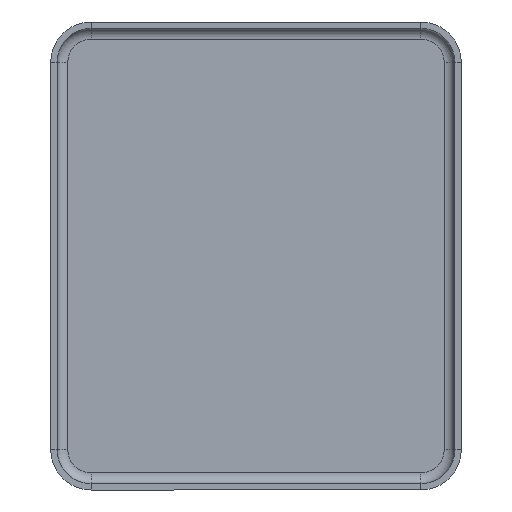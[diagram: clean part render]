
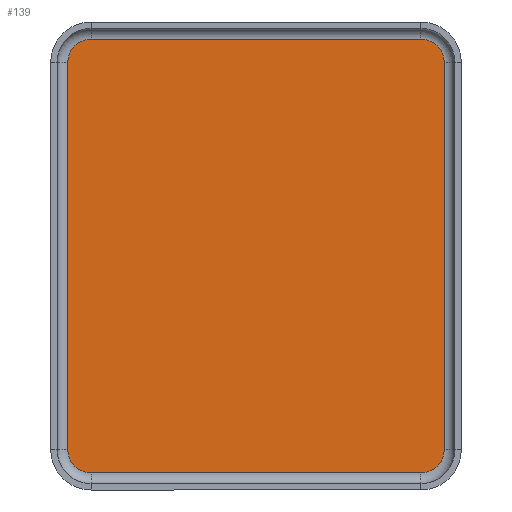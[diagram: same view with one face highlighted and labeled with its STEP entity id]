
A CAD part, front view. The second image highlights one B-rep face of the part: STEP entity #139.
In plain terms, the highlighted planar face has unit normal (0, -1, 0).
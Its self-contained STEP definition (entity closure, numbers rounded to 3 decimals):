
#48 = CARTESIAN_POINT ( 'NONE',  ( -7.75, -0.3, 10.2 ) ) ;
#88 = CARTESIAN_POINT ( 'NONE',  ( 8.85, -0.3, 9.1 ) ) ;
#89 = VECTOR ( 'NONE', #626, 1000. ) ;
#101 = AXIS2_PLACEMENT_3D ( 'NONE', #1033, #687, #420 ) ;
#123 = VECTOR ( 'NONE', #373, 1000. ) ;
#139 = ADVANCED_FACE ( 'NONE', ( #812 ), #340, .T. ) ;
#149 = ORIENTED_EDGE ( 'NONE', *, *, #561, .F. ) ;
#151 = ORIENTED_EDGE ( 'NONE', *, *, #1120, .F. ) ;
#157 = DIRECTION ( 'NONE',  ( 1., 0., 0. ) ) ;
#187 = AXIS2_PLACEMENT_3D ( 'NONE', #418, #315, #1122 ) ;
#190 = CIRCLE ( 'NONE', #1098, 1.1 ) ;
#202 = CARTESIAN_POINT ( 'NONE',  ( -8.85, -0.3, -9.1 ) ) ;
#209 = EDGE_LOOP ( 'NONE', ( #454, #911, #617, #151, #1107, #692, #376, #149 ) ) ;
#227 = CARTESIAN_POINT ( 'NONE',  ( -8.85, -0.3, 9.1 ) ) ;
#244 = CARTESIAN_POINT ( 'NONE',  ( -7.75, -0.3, 9.1 ) ) ;
#257 = CARTESIAN_POINT ( 'NONE',  ( -8.85, -0.3, -9.1 ) ) ;
#263 = EDGE_CURVE ( 'NONE', #886, #653, #1142, .T. ) ;
#278 = DIRECTION ( 'NONE',  ( 0., 0., -1. ) ) ;
#311 = CIRCLE ( 'NONE', #187, 1.1 ) ;
#314 = CIRCLE ( 'NONE', #804, 1.1 ) ;
#315 = DIRECTION ( 'NONE',  ( 0., 1., 0. ) ) ;
#337 = DIRECTION ( 'NONE',  ( 0., 1., 0. ) ) ;
#340 = PLANE ( 'NONE',  #462 ) ;
#351 = DIRECTION ( 'NONE',  ( 0., 0., -1. ) ) ;
#372 = LINE ( 'NONE', #1091, #123 ) ;
#373 = DIRECTION ( 'NONE',  ( -1., 0., 0. ) ) ;
#376 = ORIENTED_EDGE ( 'NONE', *, *, #1089, .F. ) ;
#418 = CARTESIAN_POINT ( 'NONE',  ( -7.75, -0.3, -9.1 ) ) ;
#420 = DIRECTION ( 'NONE',  ( 0., 0., 1. ) ) ;
#454 = ORIENTED_EDGE ( 'NONE', *, *, #619, .F. ) ;
#462 = AXIS2_PLACEMENT_3D ( 'NONE', #969, #520, #351 ) ;
#478 = CARTESIAN_POINT ( 'NONE',  ( 7.75, -0.3, 9.1 ) ) ;
#512 = LINE ( 'NONE', #257, #89 ) ;
#520 = DIRECTION ( 'NONE',  ( 0., -1., 0. ) ) ;
#531 = EDGE_CURVE ( 'NONE', #1070, #874, #372, .T. ) ;
#561 = EDGE_CURVE ( 'NONE', #1174, #756, #1028, .T. ) ;
#617 = ORIENTED_EDGE ( 'NONE', *, *, #991, .F. ) ;
#619 = EDGE_CURVE ( 'NONE', #653, #1174, #314, .T. ) ;
#626 = DIRECTION ( 'NONE',  ( 0., 0., 1. ) ) ;
#653 = VERTEX_POINT ( 'NONE', #1016 ) ;
#654 = VERTEX_POINT ( 'NONE', #202 ) ;
#681 = CARTESIAN_POINT ( 'NONE',  ( -7.75, -0.3, -10.2 ) ) ;
#687 = DIRECTION ( 'NONE',  ( 0., 1., 0. ) ) ;
#692 = ORIENTED_EDGE ( 'NONE', *, *, #531, .F. ) ;
#701 = CARTESIAN_POINT ( 'NONE',  ( -7.75, -0.3, 10.2 ) ) ;
#756 = VERTEX_POINT ( 'NONE', #770 ) ;
#769 = VECTOR ( 'NONE', #157, 1000. ) ;
#770 = CARTESIAN_POINT ( 'NONE',  ( 8.85, -0.3, -9.1 ) ) ;
#772 = CARTESIAN_POINT ( 'NONE',  ( 7.75, -0.3, -10.2 ) ) ;
#792 = CIRCLE ( 'NONE', #101, 1.1 ) ;
#804 = AXIS2_PLACEMENT_3D ( 'NONE', #478, #925, #1099 ) ;
#810 = VECTOR ( 'NONE', #278, 1000. ) ;
#812 = FACE_OUTER_BOUND ( 'NONE', #209, .T. ) ;
#819 = VERTEX_POINT ( 'NONE', #227 ) ;
#874 = VERTEX_POINT ( 'NONE', #681 ) ;
#886 = VERTEX_POINT ( 'NONE', #48 ) ;
#911 = ORIENTED_EDGE ( 'NONE', *, *, #263, .F. ) ;
#925 = DIRECTION ( 'NONE',  ( 0., 1., 0. ) ) ;
#937 = EDGE_CURVE ( 'NONE', #874, #654, #311, .T. ) ;
#969 = CARTESIAN_POINT ( 'NONE',  ( 7.75, -0.3, 9.1 ) ) ;
#971 = DIRECTION ( 'NONE',  ( 0., 0., 1. ) ) ;
#991 = EDGE_CURVE ( 'NONE', #819, #886, #190, .T. ) ;
#1016 = CARTESIAN_POINT ( 'NONE',  ( 7.75, -0.3, 10.2 ) ) ;
#1028 = LINE ( 'NONE', #88, #810 ) ;
#1033 = CARTESIAN_POINT ( 'NONE',  ( 7.75, -0.3, -9.1 ) ) ;
#1070 = VERTEX_POINT ( 'NONE', #772 ) ;
#1080 = CARTESIAN_POINT ( 'NONE',  ( 8.85, -0.3, 9.1 ) ) ;
#1089 = EDGE_CURVE ( 'NONE', #756, #1070, #792, .T. ) ;
#1091 = CARTESIAN_POINT ( 'NONE',  ( 7.75, -0.3, -10.2 ) ) ;
#1098 = AXIS2_PLACEMENT_3D ( 'NONE', #244, #337, #971 ) ;
#1099 = DIRECTION ( 'NONE',  ( 0., 0., 1. ) ) ;
#1107 = ORIENTED_EDGE ( 'NONE', *, *, #937, .F. ) ;
#1120 = EDGE_CURVE ( 'NONE', #654, #819, #512, .T. ) ;
#1122 = DIRECTION ( 'NONE',  ( 0., 0., 1. ) ) ;
#1142 = LINE ( 'NONE', #701, #769 ) ;
#1174 = VERTEX_POINT ( 'NONE', #1080 ) ;
